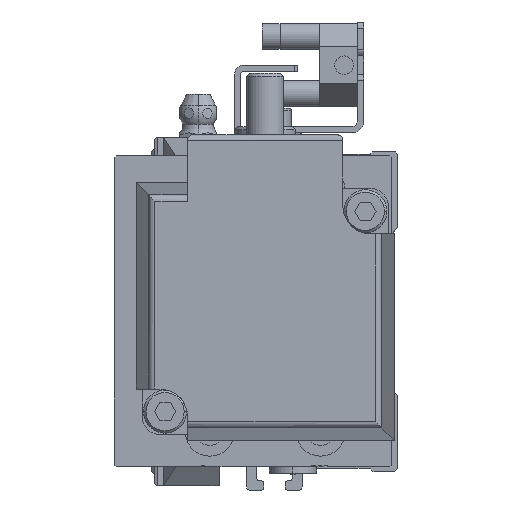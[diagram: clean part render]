
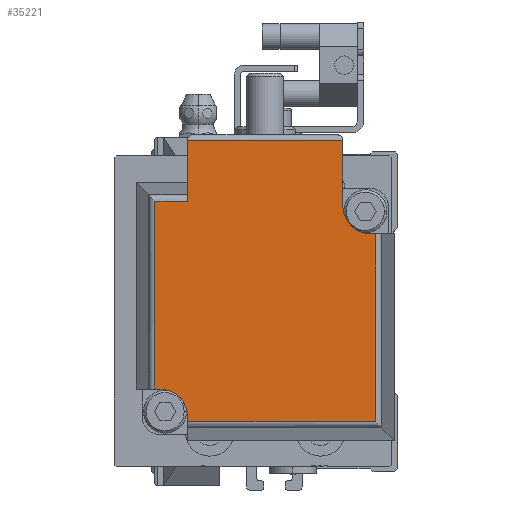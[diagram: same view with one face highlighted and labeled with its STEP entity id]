
A CAD part, left-side view. The second image highlights one B-rep face of the part: STEP entity #35221.
In plain terms, the highlighted face is planar.
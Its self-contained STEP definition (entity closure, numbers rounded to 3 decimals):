
#593 = DIRECTION ( 'NONE',  ( 0., 1., 0. ) ) ;
#653 = LINE ( 'NONE', #13344, #3087 ) ;
#1144 = CARTESIAN_POINT ( 'NONE',  ( -17.929, 82.4, -12.6 ) ) ;
#1274 = EDGE_CURVE ( 'NONE', #11241, #25057, #653, .T. ) ;
#1422 = CARTESIAN_POINT ( 'NONE',  ( 12.6, 82.4, 17.929 ) ) ;
#1815 = LINE ( 'NONE', #24653, #29497 ) ;
#1936 = FACE_OUTER_BOUND ( 'NONE', #19767, .T. ) ;
#2896 = ORIENTED_EDGE ( 'NONE', *, *, #9831, .F. ) ;
#3062 = EDGE_CURVE ( 'NONE', #30146, #38245, #36977, .T. ) ;
#3087 = VECTOR ( 'NONE', #23494, 1000. ) ;
#3302 = ORIENTED_EDGE ( 'NONE', *, *, #4521, .T. ) ;
#3448 = CARTESIAN_POINT ( 'NONE',  ( 12.6, 82.4, 17.1 ) ) ;
#3669 = VERTEX_POINT ( 'NONE', #36070 ) ;
#3789 = VERTEX_POINT ( 'NONE', #15131 ) ;
#3884 = DIRECTION ( 'NONE',  ( 0., 0., -1. ) ) ;
#4521 = EDGE_CURVE ( 'NONE', #10968, #39705, #6776, .T. ) ;
#4978 = EDGE_CURVE ( 'NONE', #11241, #20150, #1815, .T. ) ;
#5255 = CARTESIAN_POINT ( 'NONE',  ( 17.929, 82.4, 12.6 ) ) ;
#5784 = CARTESIAN_POINT ( 'NONE',  ( 17.929, 82.4, -12.6 ) ) ;
#5882 = CARTESIAN_POINT ( 'NONE',  ( -17.929, 82.4, 25. ) ) ;
#5954 = AXIS2_PLACEMENT_3D ( 'NONE', #29882, #26705, #3884 ) ;
#6776 = LINE ( 'NONE', #17092, #13584 ) ;
#6967 = VECTOR ( 'NONE', #23947, 1000. ) ;
#8523 = VECTOR ( 'NONE', #26563, 1000. ) ;
#8816 = ORIENTED_EDGE ( 'NONE', *, *, #1274, .T. ) ;
#9001 = DIRECTION ( 'NONE',  ( -1., 0., 0. ) ) ;
#9305 = VECTOR ( 'NONE', #32285, 1000. ) ;
#9831 = EDGE_CURVE ( 'NONE', #20150, #39705, #31489, .T. ) ;
#10968 = VERTEX_POINT ( 'NONE', #11199 ) ;
#11199 = CARTESIAN_POINT ( 'NONE',  ( -17.1, 82.4, -12.6 ) ) ;
#11241 = VERTEX_POINT ( 'NONE', #1422 ) ;
#11363 = CARTESIAN_POINT ( 'NONE',  ( 27.7, 82.4, -12.6 ) ) ;
#11645 = DIRECTION ( 'NONE',  ( 0., 0., -1. ) ) ;
#11691 = CARTESIAN_POINT ( 'NONE',  ( 17.1, 82.4, 12.6 ) ) ;
#11745 = DIRECTION ( 'NONE',  ( -1., 0., 0. ) ) ;
#12333 = DIRECTION ( 'NONE',  ( 0., 0., -1. ) ) ;
#13344 = CARTESIAN_POINT ( 'NONE',  ( 12.6, 82.4, 25. ) ) ;
#13584 = VECTOR ( 'NONE', #30411, 1000. ) ;
#13835 = CARTESIAN_POINT ( 'NONE',  ( -12.6, 82.4, -17.1 ) ) ;
#14842 = PLANE ( 'NONE',  #25799 ) ;
#15131 = CARTESIAN_POINT ( 'NONE',  ( -12.6, 82.4, -17.929 ) ) ;
#15247 = CARTESIAN_POINT ( 'NONE',  ( 17.929, 82.4, 25. ) ) ;
#16411 = CARTESIAN_POINT ( 'NONE',  ( 17.929, 82.4, -17.929 ) ) ;
#16710 = ORIENTED_EDGE ( 'NONE', *, *, #29923, .F. ) ;
#17062 = LINE ( 'NONE', #23000, #8523 ) ;
#17092 = CARTESIAN_POINT ( 'NONE',  ( 17.929, 82.4, -12.6 ) ) ;
#17151 = EDGE_CURVE ( 'NONE', #29393, #3789, #21208, .T. ) ;
#17346 = ORIENTED_EDGE ( 'NONE', *, *, #28137, .T. ) ;
#17997 = CIRCLE ( 'NONE', #36916, 4.5 ) ;
#18047 = ORIENTED_EDGE ( 'NONE', *, *, #4978, .F. ) ;
#18400 = ORIENTED_EDGE ( 'NONE', *, *, #29416, .T. ) ;
#18557 = VECTOR ( 'NONE', #34016, 1000. ) ;
#18806 = DIRECTION ( 'NONE',  ( 0., 0., -1. ) ) ;
#19767 = EDGE_LOOP ( 'NONE', ( #27480, #25431, #39982, #17346, #18400, #25256, #35715, #16710, #3302, #2896, #18047, #8816 ) ) ;
#20150 = VERTEX_POINT ( 'NONE', #28458 ) ;
#20385 = VERTEX_POINT ( 'NONE', #13835 ) ;
#21168 = EDGE_CURVE ( 'NONE', #3789, #20385, #17062, .T. ) ;
#21208 = LINE ( 'NONE', #27753, #6967 ) ;
#21729 = VERTEX_POINT ( 'NONE', #5784 ) ;
#21800 = DIRECTION ( 'NONE',  ( 0., -1., 0. ) ) ;
#23000 = CARTESIAN_POINT ( 'NONE',  ( -12.6, 82.4, 25. ) ) ;
#23422 = CARTESIAN_POINT ( 'NONE',  ( 17.1, 82.4, 17.1 ) ) ;
#23494 = DIRECTION ( 'NONE',  ( 0., 0., -1. ) ) ;
#23724 = EDGE_CURVE ( 'NONE', #38245, #3669, #34978, .T. ) ;
#23947 = DIRECTION ( 'NONE',  ( -1., 0., 0. ) ) ;
#24653 = CARTESIAN_POINT ( 'NONE',  ( 25., 82.4, 17.929 ) ) ;
#25057 = VERTEX_POINT ( 'NONE', #3448 ) ;
#25143 = VECTOR ( 'NONE', #18806, 1000. ) ;
#25256 = ORIENTED_EDGE ( 'NONE', *, *, #17151, .T. ) ;
#25431 = ORIENTED_EDGE ( 'NONE', *, *, #3062, .T. ) ;
#25799 = AXIS2_PLACEMENT_3D ( 'NONE', #15247, #21800, #11645 ) ;
#26563 = DIRECTION ( 'NONE',  ( 0., 0., 1. ) ) ;
#26705 = DIRECTION ( 'NONE',  ( 0., 1., 0. ) ) ;
#26784 = EDGE_CURVE ( 'NONE', #30146, #25057, #17997, .T. ) ;
#27356 = CARTESIAN_POINT ( 'NONE',  ( 27.7, 82.4, 12.6 ) ) ;
#27480 = ORIENTED_EDGE ( 'NONE', *, *, #26784, .F. ) ;
#27753 = CARTESIAN_POINT ( 'NONE',  ( 25., 82.4, -17.929 ) ) ;
#28016 = CARTESIAN_POINT ( 'NONE',  ( 27.7, 82.4, 12.6 ) ) ;
#28137 = EDGE_CURVE ( 'NONE', #3669, #21729, #40344, .T. ) ;
#28230 = VECTOR ( 'NONE', #12333, 1000. ) ;
#28458 = CARTESIAN_POINT ( 'NONE',  ( -17.929, 82.4, 17.929 ) ) ;
#28693 = CARTESIAN_POINT ( 'NONE',  ( 17.929, 82.4, 25. ) ) ;
#29393 = VERTEX_POINT ( 'NONE', #16411 ) ;
#29416 = EDGE_CURVE ( 'NONE', #21729, #29393, #39031, .T. ) ;
#29497 = VECTOR ( 'NONE', #11745, 1000. ) ;
#29882 = CARTESIAN_POINT ( 'NONE',  ( -17.1, 82.4, -17.1 ) ) ;
#29923 = EDGE_CURVE ( 'NONE', #10968, #20385, #41107, .T. ) ;
#30146 = VERTEX_POINT ( 'NONE', #11691 ) ;
#30411 = DIRECTION ( 'NONE',  ( -1., 0., 0. ) ) ;
#31489 = LINE ( 'NONE', #5882, #25143 ) ;
#31625 = VECTOR ( 'NONE', #9001, 1000. ) ;
#32285 = DIRECTION ( 'NONE',  ( 0., 0., -1. ) ) ;
#34016 = DIRECTION ( 'NONE',  ( 1., 0., 0. ) ) ;
#34978 = LINE ( 'NONE', #28016, #28230 ) ;
#35221 = ADVANCED_FACE ( 'NONE', ( #1936 ), #14842, .F. ) ;
#35715 = ORIENTED_EDGE ( 'NONE', *, *, #21168, .T. ) ;
#35895 = DIRECTION ( 'NONE',  ( 0., 0., -1. ) ) ;
#36070 = CARTESIAN_POINT ( 'NONE',  ( 27.7, 82.4, -12.6 ) ) ;
#36916 = AXIS2_PLACEMENT_3D ( 'NONE', #23422, #593, #35895 ) ;
#36977 = LINE ( 'NONE', #5255, #18557 ) ;
#38245 = VERTEX_POINT ( 'NONE', #27356 ) ;
#39031 = LINE ( 'NONE', #28693, #9305 ) ;
#39705 = VERTEX_POINT ( 'NONE', #1144 ) ;
#39982 = ORIENTED_EDGE ( 'NONE', *, *, #23724, .T. ) ;
#40344 = LINE ( 'NONE', #11363, #31625 ) ;
#41107 = CIRCLE ( 'NONE', #5954, 4.5 ) ;
